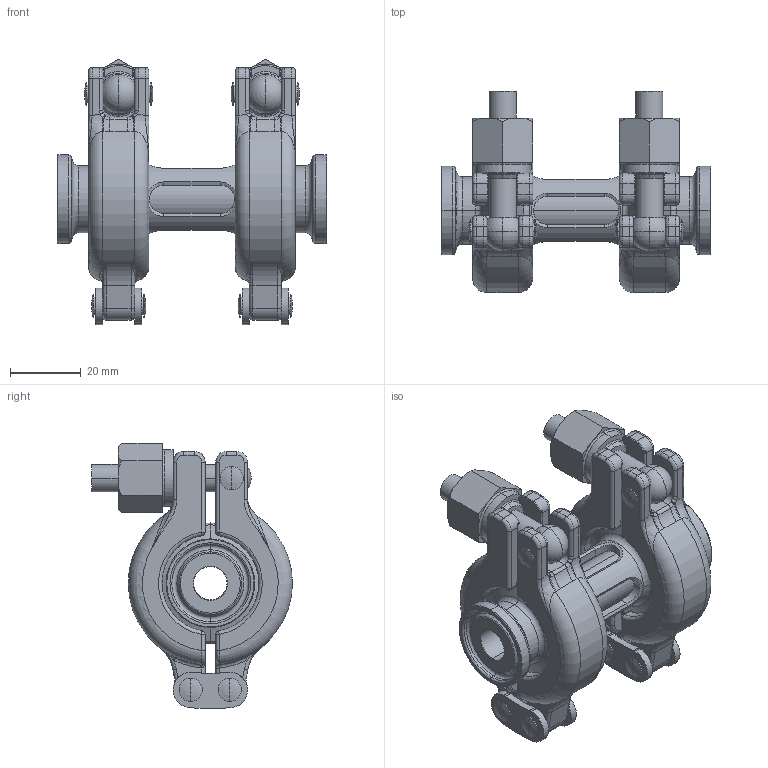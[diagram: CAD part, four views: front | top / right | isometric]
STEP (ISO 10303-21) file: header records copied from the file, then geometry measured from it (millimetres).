
FILE_DESCRIPTION (( 'STEP AP214' ), '1' );
FILE_NAME ('SG.SC.050 BLOCK.STEP', '2020-03-23T11:08:09', ( '' ), ( '' ), 'SwSTEP 2.0', 'SolidWorks 2019', '' );
FILE_SCHEMA (( 'AUTOMOTIVE_DESIGN' ));
Length unit declared in the file: millimetre
Products named in the file (8): C0318 - VFI - GLASS_0.5; C0318 - VFI ORINGS_050L; C0318 - VFI ORINGS_050 OS; C0318 - FLANGE END test_0.50; SG.SC.050 BLOCK; C0318 - BODY CONCEPT_0.50; CL.SHX.D010 BLOCK; C0318 - VFI ORINGS_050S
Assembly tree (12 placements, depth 2):
  SG.SC.050 BLOCK
    C0318 - VFI - GLASS_0.5
    C0318 - BODY CONCEPT_0.50
    C0318 - FLANGE END test_0.50  x2
    C0318 - VFI ORINGS_050S  x2
    C0318 - VFI ORINGS_050L  x2
    C0318 - VFI ORINGS_050 OS  x2
    CL.SHX.D010 BLOCK  x2
Bounding box: 76 x 56.65 x 74.86 mm (x, y, z)
Volume: 75038.2 mm3; surface area: 45512.7 mm2
Topology: 16 solids, 16 shells, 1128 faces, 2636 edges, 1472 vertices
Faces by surface type: cylinder 378, torus 290, plane 172, bspline 128, sphere 84, cone 76
Entity records: 26366 total; most frequent: CARTESIAN_POINT 11826, DIRECTION 3240, ORIENTED_EDGE 2860, EDGE_CURVE 1430, AXIS2_PLACEMENT_3D 1424, CIRCLE 841, VERTEX_POINT 823, EDGE_LOOP 681
